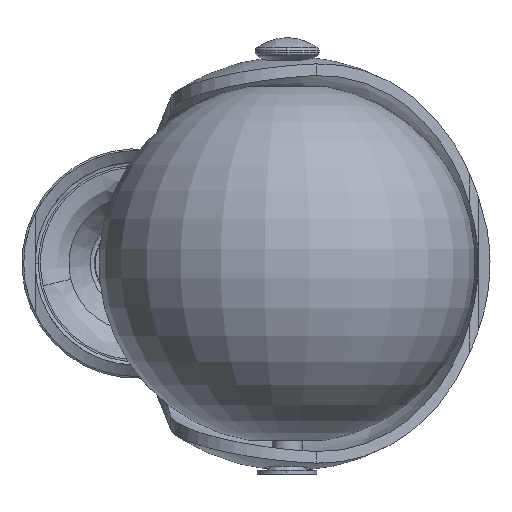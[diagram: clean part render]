
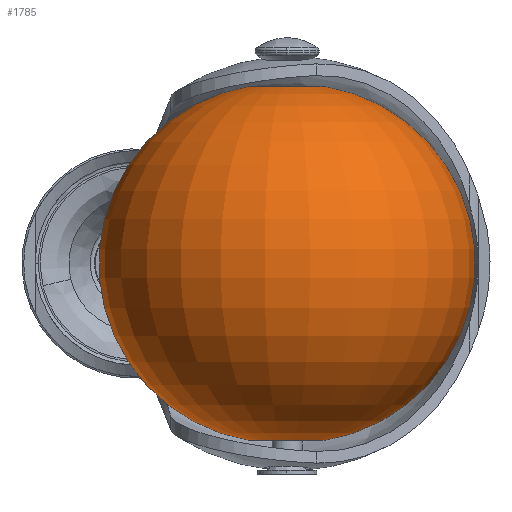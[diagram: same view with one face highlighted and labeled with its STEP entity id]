
A CAD part, front view. The second image highlights one B-rep face of the part: STEP entity #1785.
In plain terms, the highlighted toroidal (fillet/blend) face has major radius 1.194 mm and minor radius 23.806 mm.
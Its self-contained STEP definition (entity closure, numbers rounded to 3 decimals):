
#138 = EDGE_CURVE ( 'NONE', #2133, #3756, #5864, .T. ) ;
#336 = DIRECTION ( 'NONE',  ( 0., 0., 1. ) ) ;
#538 = CARTESIAN_POINT ( 'NONE',  ( 14.398, -37.755, 0. ) ) ;
#561 = ORIENTED_EDGE ( 'NONE', *, *, #4989, .T. ) ;
#652 = VERTEX_POINT ( 'NONE', #2444 ) ;
#864 = DIRECTION ( 'NONE',  ( 0., 1., 0. ) ) ;
#905 = CARTESIAN_POINT ( 'NONE',  ( 20.592, -37.755, 23.5 ) ) ;
#912 = DIRECTION ( 'NONE',  ( 0., 0., -1. ) ) ;
#1038 = VERTEX_POINT ( 'NONE', #3108 ) ;
#1252 = AXIS2_PLACEMENT_3D ( 'NONE', #4986, #864, #2696 ) ;
#1369 = CARTESIAN_POINT ( 'NONE',  ( 15.592, -37.755, 0. ) ) ;
#1468 = EDGE_LOOP ( 'NONE', ( #2533, #1564, #561, #5913 ) ) ;
#1476 = EDGE_CURVE ( 'NONE', #3756, #652, #4714, .T. ) ;
#1564 = ORIENTED_EDGE ( 'NONE', *, *, #2075, .F. ) ;
#1719 = FACE_OUTER_BOUND ( 'NONE', #1468, .T. ) ;
#1785 = ADVANCED_FACE ( 'NONE', ( #1719 ), #5191, .T. ) ;
#1839 = AXIS2_PLACEMENT_3D ( 'NONE', #4459, #336, #2139 ) ;
#1863 = DIRECTION ( 'NONE',  ( 0., -1., 0. ) ) ;
#2015 = AXIS2_PLACEMENT_3D ( 'NONE', #2364, #2819, #3290 ) ;
#2075 = EDGE_CURVE ( 'NONE', #1038, #2133, #4718, .T. ) ;
#2133 = VERTEX_POINT ( 'NONE', #905 ) ;
#2139 = DIRECTION ( 'NONE',  ( -1., 0., 0. ) ) ;
#2208 = CIRCLE ( 'NONE', #3347, 23.806 ) ;
#2364 = CARTESIAN_POINT ( 'NONE',  ( 15.592, -37.755, -23.5 ) ) ;
#2366 = DIRECTION ( 'NONE',  ( 0., 0., -1. ) ) ;
#2444 = CARTESIAN_POINT ( 'NONE',  ( 10.592, -37.755, -23.5 ) ) ;
#2533 = ORIENTED_EDGE ( 'NONE', *, *, #138, .F. ) ;
#2696 = DIRECTION ( 'NONE',  ( 0., 0., 1. ) ) ;
#2739 = DIRECTION ( 'NONE',  ( -1., 0., 0. ) ) ;
#2819 = DIRECTION ( 'NONE',  ( 0., 0., -1. ) ) ;
#3108 = CARTESIAN_POINT ( 'NONE',  ( 10.592, -37.755, 23.5 ) ) ;
#3290 = DIRECTION ( 'NONE',  ( -1., 0., 0. ) ) ;
#3347 = AXIS2_PLACEMENT_3D ( 'NONE', #538, #1863, #2366 ) ;
#3756 = VERTEX_POINT ( 'NONE', #4587 ) ;
#4459 = CARTESIAN_POINT ( 'NONE',  ( 15.592, -37.755, 23.5 ) ) ;
#4587 = CARTESIAN_POINT ( 'NONE',  ( 20.592, -37.755, -23.5 ) ) ;
#4714 = CIRCLE ( 'NONE', #2015, 5. ) ;
#4718 = CIRCLE ( 'NONE', #1839, 5. ) ;
#4986 = CARTESIAN_POINT ( 'NONE',  ( 16.786, -37.755, 0. ) ) ;
#4989 = EDGE_CURVE ( 'NONE', #1038, #652, #2208, .T. ) ;
#5107 = AXIS2_PLACEMENT_3D ( 'NONE', #1369, #912, #2739 ) ;
#5191 = TOROIDAL_SURFACE ( 'NONE', #5107, 1.194, 23.806 ) ;
#5864 = CIRCLE ( 'NONE', #1252, 23.806 ) ;
#5913 = ORIENTED_EDGE ( 'NONE', *, *, #1476, .F. ) ;
